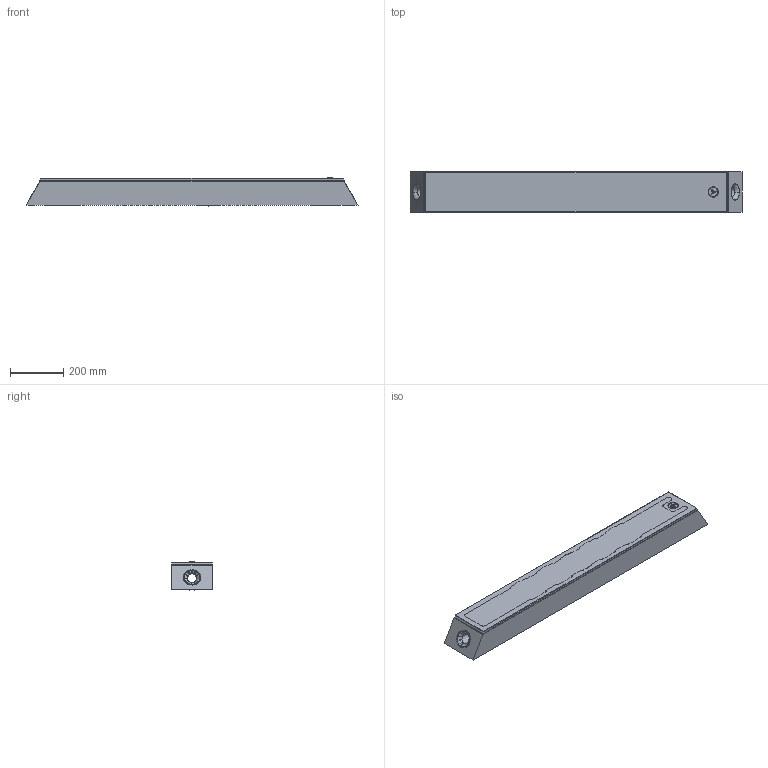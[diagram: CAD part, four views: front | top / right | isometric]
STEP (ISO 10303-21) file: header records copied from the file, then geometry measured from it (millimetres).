
FILE_DESCRIPTION (( 'STEP AP214' ), '1' );
FILE_NAME ('ON WALL 302.STEP', '2022-05-13T14:36:18', ( '' ), ( '' ), 'SwSTEP 2.0', 'SolidWorks 2021', '' );
FILE_SCHEMA (( 'AUTOMOTIVE_DESIGN' ));
Length unit declared in the file: millimetre
Products named in the file (1): ON WALL 302
Bounding box: 1250 x 154 x 105.63 mm (x, y, z)
Volume: 8826612.7 mm3; surface area: 1778196.7 mm2
Topology: 15 solids, 32 shells, 1716 faces, 4500 edges, 2900 vertices
Faces by surface type: cylinder 584, plane 372, bspline 358, cone 254, torus 110, sphere 38
Entity records: 108883 total; most frequent: CARTESIAN_POINT 50459, ORIENTED_EDGE 8972, DIRECTION 7617, EDGE_CURVE 4486, AXIS2_PLACEMENT_3D 3120, VERTEX_POINT 2898, EDGE_LOOP 1874, CIRCLE 1761
